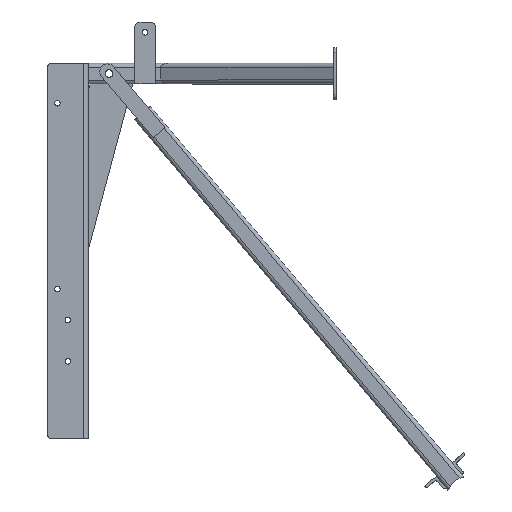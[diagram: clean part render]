
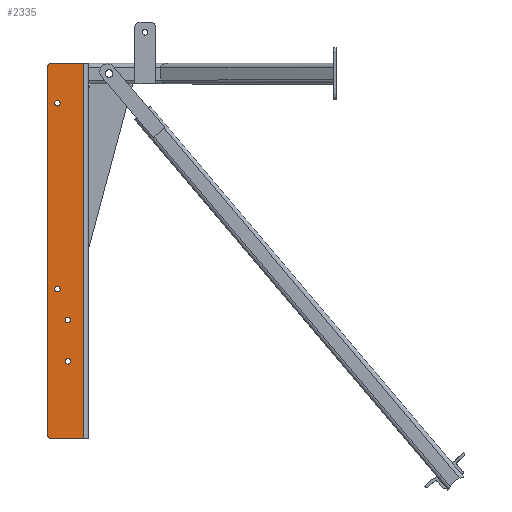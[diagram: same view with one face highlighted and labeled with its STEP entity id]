
A CAD part, top view. The second image highlights one B-rep face of the part: STEP entity #2335.
In plain terms, the highlighted planar face has unit normal (0, 0, 1).
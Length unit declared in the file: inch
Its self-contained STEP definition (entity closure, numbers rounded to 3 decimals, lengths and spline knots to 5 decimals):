
#143=FACE_BOUND('',#392,.T.);
#144=FACE_BOUND('',#393,.T.);
#145=FACE_BOUND('',#394,.T.);
#146=FACE_BOUND('',#395,.T.);
#252=FACE_OUTER_BOUND('',#391,.T.);
#391=EDGE_LOOP('',(#1669,#1670,#1671,#1672,#1673,#1674));
#392=EDGE_LOOP('',(#1675));
#393=EDGE_LOOP('',(#1676));
#394=EDGE_LOOP('',(#1677));
#395=EDGE_LOOP('',(#1678));
#575=CIRCLE('',#2571,0.25);
#576=CIRCLE('',#2572,0.25);
#577=CIRCLE('',#2573,0.1325);
#578=CIRCLE('',#2574,0.1325);
#579=CIRCLE('',#2575,0.1325);
#580=CIRCLE('',#2576,0.1325);
#657=LINE('',#3577,#858);
#674=LINE('',#3642,#875);
#678=LINE('',#3653,#879);
#679=LINE('',#3658,#880);
#858=VECTOR('',#2827,1.505);
#875=VECTOR('',#2886,1.505);
#879=VECTOR('',#2900,18.1875);
#880=VECTOR('',#2905,17.6875);
#1061=VERTEX_POINT('',#3574);
#1062=VERTEX_POINT('',#3576);
#1088=VERTEX_POINT('',#3639);
#1089=VERTEX_POINT('',#3641);
#1092=VERTEX_POINT('',#3655);
#1093=VERTEX_POINT('',#3657);
#1094=VERTEX_POINT('',#3660);
#1095=VERTEX_POINT('',#3662);
#1096=VERTEX_POINT('',#3664);
#1097=VERTEX_POINT('',#3666);
#1286=EDGE_CURVE('',#1061,#1062,#657,.T.);
#1319=EDGE_CURVE('',#1089,#1088,#674,.T.);
#1325=EDGE_CURVE('',#1061,#1089,#678,.T.);
#1326=EDGE_CURVE('',#1092,#1088,#575,.T.);
#1327=EDGE_CURVE('',#1092,#1093,#679,.T.);
#1328=EDGE_CURVE('',#1062,#1093,#576,.T.);
#1329=EDGE_CURVE('',#1094,#1094,#577,.T.);
#1330=EDGE_CURVE('',#1095,#1095,#578,.T.);
#1331=EDGE_CURVE('',#1096,#1096,#579,.T.);
#1332=EDGE_CURVE('',#1097,#1097,#580,.T.);
#1669=ORIENTED_EDGE('',*,*,#1326,.F.);
#1670=ORIENTED_EDGE('',*,*,#1327,.T.);
#1671=ORIENTED_EDGE('',*,*,#1328,.F.);
#1672=ORIENTED_EDGE('',*,*,#1286,.F.);
#1673=ORIENTED_EDGE('',*,*,#1325,.T.);
#1674=ORIENTED_EDGE('',*,*,#1319,.T.);
#1675=ORIENTED_EDGE('',*,*,#1329,.F.);
#1676=ORIENTED_EDGE('',*,*,#1330,.F.);
#1677=ORIENTED_EDGE('',*,*,#1331,.F.);
#1678=ORIENTED_EDGE('',*,*,#1332,.F.);
#2258=PLANE('',#2570);
#2335=ADVANCED_FACE('',(#252,#143,#144,#145,#146),#2258,.T.);
#2570=AXIS2_PLACEMENT_3D('',#3654,#2901,#2902);
#2571=AXIS2_PLACEMENT_3D('',#3656,#2903,#2904);
#2572=AXIS2_PLACEMENT_3D('',#3659,#2906,#2907);
#2573=AXIS2_PLACEMENT_3D('',#3661,#2908,#2909);
#2574=AXIS2_PLACEMENT_3D('',#3663,#2910,#2911);
#2575=AXIS2_PLACEMENT_3D('',#3665,#2912,#2913);
#2576=AXIS2_PLACEMENT_3D('',#3667,#2914,#2915);
#2827=DIRECTION('',(-1.,0.,0.));
#2886=DIRECTION('',(-1.,0.,0.));
#2900=DIRECTION('',(0.,1.,0.));
#2901=DIRECTION('center_axis',(0.,0.,1.));
#2902=DIRECTION('ref_axis',(1.,0.,0.));
#2903=DIRECTION('center_axis',(0.,0.,-1.));
#2904=DIRECTION('ref_axis',(-1.,0.,0.));
#2905=DIRECTION('',(0.,-1.,0.));
#2906=DIRECTION('center_axis',(0.,0.,-1.));
#2907=DIRECTION('ref_axis',(0.,-1.,0.));
#2908=DIRECTION('center_axis',(0.,0.,1.));
#2909=DIRECTION('ref_axis',(1.,0.,0.));
#2910=DIRECTION('center_axis',(0.,0.,1.));
#2911=DIRECTION('ref_axis',(1.,0.,0.));
#2912=DIRECTION('center_axis',(0.,0.,1.));
#2913=DIRECTION('ref_axis',(1.,0.,0.));
#2914=DIRECTION('center_axis',(0.,0.,1.));
#2915=DIRECTION('ref_axis',(1.,0.,0.));
#3574=CARTESIAN_POINT('',(-0.245,0.,1.));
#3576=CARTESIAN_POINT('',(-1.75,0.,1.));
#3577=CARTESIAN_POINT('',(-0.245,0.,1.));
#3639=CARTESIAN_POINT('',(-1.75,18.1875,1.));
#3641=CARTESIAN_POINT('',(-0.245,18.1875,1.));
#3642=CARTESIAN_POINT('',(-0.245,18.1875,1.));
#3653=CARTESIAN_POINT('',(-0.245,0.,1.));
#3654=CARTESIAN_POINT('Origin',(-2.,0.,1.));
#3655=CARTESIAN_POINT('',(-2.,17.9375,1.));
#3656=CARTESIAN_POINT('Origin',(-1.75,17.9375,1.));
#3657=CARTESIAN_POINT('',(-2.,0.25,1.));
#3658=CARTESIAN_POINT('',(-2.,17.9375,1.));
#3659=CARTESIAN_POINT('Origin',(-1.75,0.25,1.));
#3660=CARTESIAN_POINT('',(-1.1325,3.75,1.));
#3661=CARTESIAN_POINT('Origin',(-1.,3.75,1.));
#3662=CARTESIAN_POINT('',(-1.1325,5.75,1.));
#3663=CARTESIAN_POINT('Origin',(-1.,5.75,1.));
#3664=CARTESIAN_POINT('',(-1.6325,7.25,1.));
#3665=CARTESIAN_POINT('Origin',(-1.5,7.25,1.));
#3666=CARTESIAN_POINT('',(-1.6325,16.25,1.));
#3667=CARTESIAN_POINT('Origin',(-1.5,16.25,1.));
